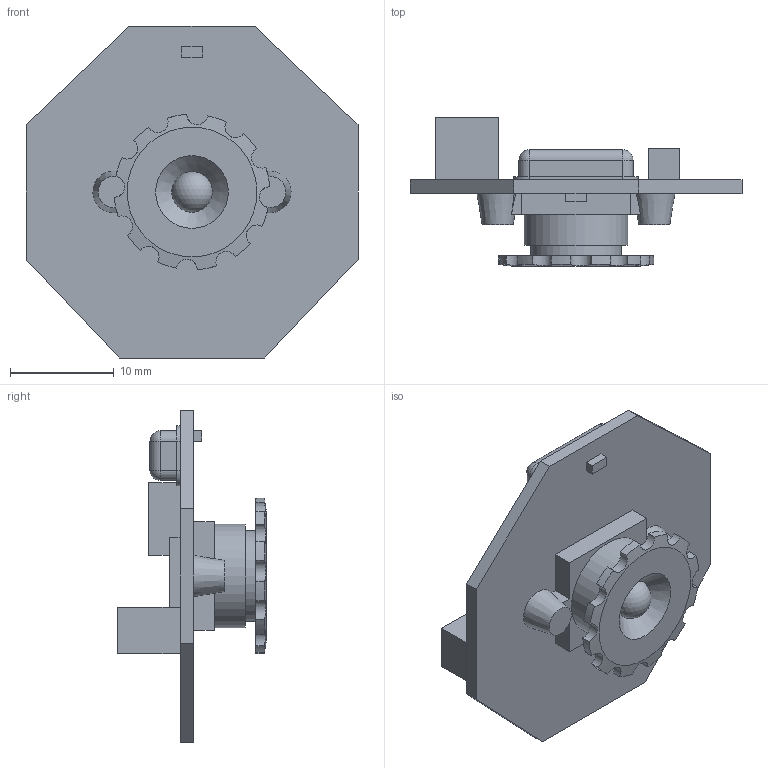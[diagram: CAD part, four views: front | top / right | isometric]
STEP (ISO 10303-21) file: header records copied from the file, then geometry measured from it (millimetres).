
FILE_DESCRIPTION(/* description */ (''),/* implementation_level */ '2;1');
FILE_NAME(/* name */ '5f9ba2ca1b601214463ab87d',/* time_stamp */ '2020-10-30T05:21:14+00:00',/* author */ (''),/* organization */ (''),/* preprocessor_version */ 'ST-DEVELOPER v16.7',/* originating_system */ $,/* authorisation */ $);
FILE_SCHEMA (('AUTOMOTIVE_DESIGN {1 0 10303 214 3 1 1}'));
Length unit declared in the file: metre
Products named in the file (9): WebCam y Conector; Camera Lens; Pins USB; Circuit Board; LED; Oscillator; Conector Audio; Conector USB; Pins Audio
Assembly tree (8 placements, depth 2):
  WebCam y Conector
    Camera Lens
    Pins USB
    Circuit Board
    LED
    Oscillator
    Conector Audio
    Conector USB
    Pins Audio
Bounding box: 32 x 14.3 x 32 mm (x, y, z)
Volume: 2195.9 mm3; surface area: 3366.1 mm2
Topology: 8 solids, 9 shells, 236 faces, 582 edges, 381 vertices
Faces by surface type: plane 187, cylinder 38, sphere 6, cone 4, bspline 1
Full cylindrical faces by diameter (mm): 8.75 x1, 10 x1
Entity records: 7135 total; most frequent: CARTESIAN_POINT 1401, ORIENTED_EDGE 1124, DIRECTION 1080, EDGE_CURVE 562, LINE 472, VECTOR 472, VERTEX_POINT 374, AXIS2_PLACEMENT_3D 304
